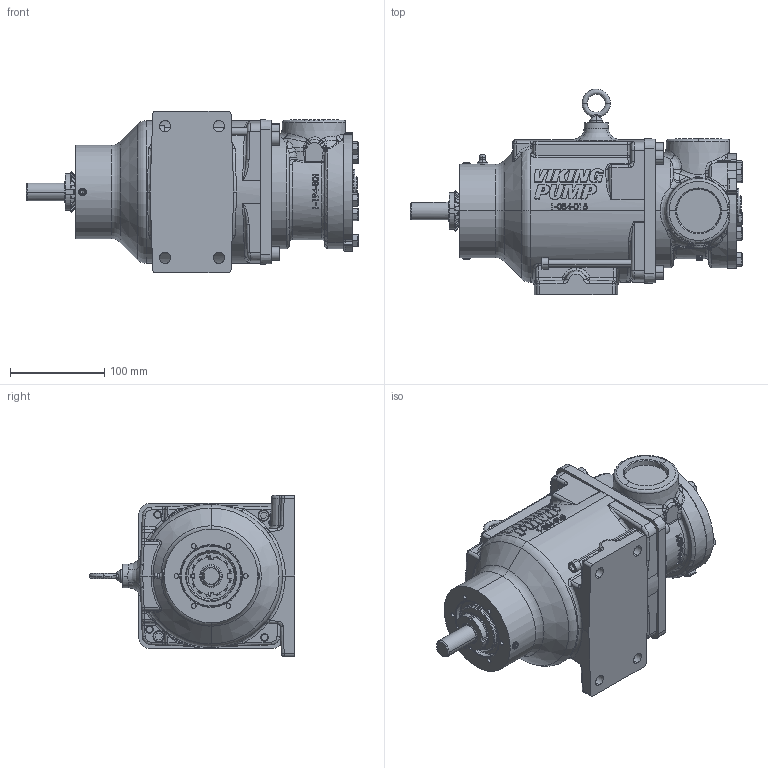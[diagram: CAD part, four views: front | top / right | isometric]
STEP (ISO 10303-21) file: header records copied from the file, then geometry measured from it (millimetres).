
FILE_DESCRIPTION (( 'STEP AP214' ), '1' );
FILE_NAME ('HL8124A.STEP', '2017-10-09T16:36:37', ( '' ), ( '' ), 'SwSTEP 2.0', 'SolidWorks 2017', '' );
FILE_SCHEMA (( 'AUTOMOTIVE_DESIGN' ));
Length unit declared in the file: inch
Products named in the file (2): HL8124A
Bounding box: 352.71 x 218.34 x 171.45 mm (x, y, z)
Volume: 4668190.8 mm3; surface area: 235896.2 mm2
Topology: 1 solids, 1 shells, 1494 faces, 3647 edges, 2258 vertices
Faces by surface type: bspline 481, plane 449, cylinder 263, cone 187, torus 78, sphere 36
Entity records: 127164 total; most frequent: CARTESIAN_POINT 88639, ORIENTED_EDGE 7258, DIRECTION 5187, EDGE_CURVE 3629, VERTEX_POINT 2255, AXIS2_PLACEMENT_3D 2001, EDGE_LOOP 1624, ADVANCED_FACE 1494
